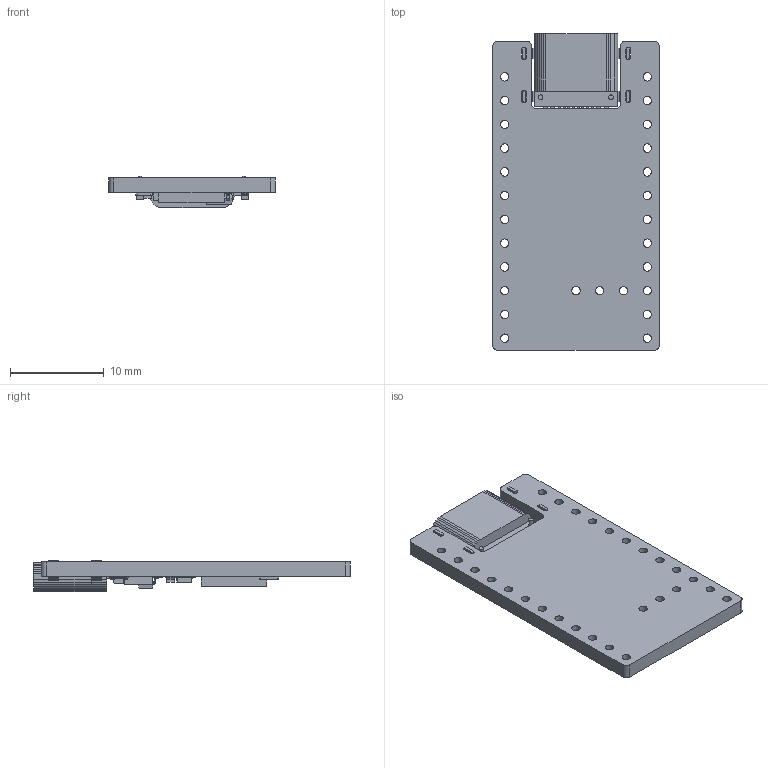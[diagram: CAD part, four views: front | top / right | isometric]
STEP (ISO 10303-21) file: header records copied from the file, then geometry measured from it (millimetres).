
FILE_DESCRIPTION(/* description */ (''),/* implementation_level */ '2;1');
FILE_NAME(/* name */ 'Nice_Nano_V2_Flipped_MCU_Only.step',/* time_stamp */ '2024-06-18T21:33:33-06:00',/* author */ (''),/* organization */ (''),/* preprocessor_version */ 'ST-DEVELOPER v20',/* originating_system */ 'Autodesk Translation Framework v13.14.0.145',/* authorisation */ '');
FILE_SCHEMA (('AUTOMOTIVE_DESIGN { 1 0 10303 214 3 1 1 }'));
Length unit declared in the file: millimetre
Products named in the file (10): (Unsaved); Nice_Nano_V2_Flipped; Nice_Nano_V2.step (1); Nice_Nano_V2.step; nice!nano; User Library-TYPE-C-31-M-14.step; MICRO_603 resistor 102; micro_crystal 5x3; MICRO_led; micro_MIC5219
Assembly tree (9 placements, depth 6):
  (Unsaved)
    Nice_Nano_V2_Flipped
      Nice_Nano_V2.step (1)
        Nice_Nano_V2.step
          nice!nano
            User Library-TYPE-C-31-M-14.step
            MICRO_603 resistor 102
            micro_crystal 5x3
            MICRO_led
            micro_MIC5219
Bounding box: 17.78 x 33.8 x 3.34 mm (x, y, z)
Volume: 953.6 mm3; surface area: 2073.9 mm2
Topology: 37 solids, 37 shells, 778 faces, 2004 edges, 1304 vertices
Faces by surface type: plane 563, cylinder 159, bspline 36, torus 16, sphere 4
Full cylindrical faces by diameter (mm): 0.3 x2, 0.5 x2, 0.9 x27
Entity records: 24682 total; most frequent: CARTESIAN_POINT 5207, ORIENTED_EDGE 3984, DIRECTION 3846, EDGE_CURVE 1992, LINE 1580, VECTOR 1580, VERTEX_POINT 1304, AXIS2_PLACEMENT_3D 1133
